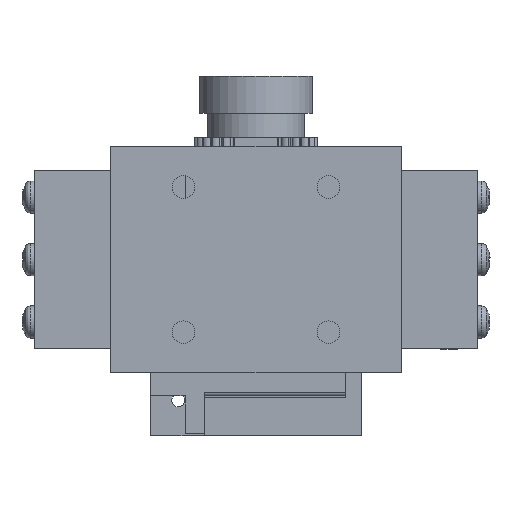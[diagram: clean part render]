
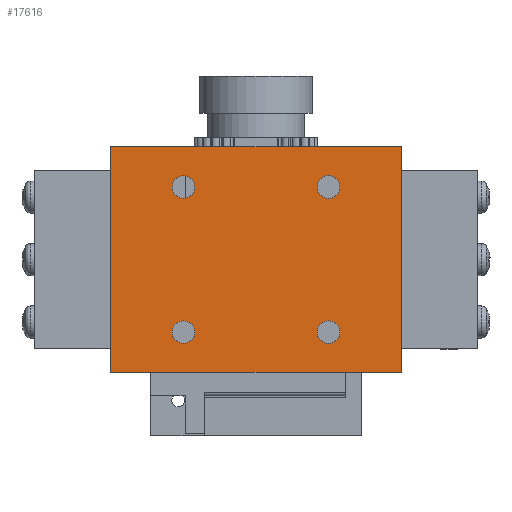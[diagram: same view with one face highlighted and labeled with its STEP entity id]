
A CAD part, front view. The second image highlights one B-rep face of the part: STEP entity #17616.
In plain terms, the highlighted planar face has unit normal (0, -1, 0).
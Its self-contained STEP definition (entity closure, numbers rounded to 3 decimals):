
#289=FACE_BOUND('',#3799,.T.);
#290=FACE_BOUND('',#3800,.T.);
#291=FACE_BOUND('',#3801,.T.);
#292=FACE_BOUND('',#3802,.T.);
#508=PLANE('',#19052);
#1088=CIRCLE('',#19053,1.4);
#1089=CIRCLE('',#19054,1.4);
#1090=CIRCLE('',#19055,1.4);
#1091=CIRCLE('',#19056,1.4);
#2774=FACE_OUTER_BOUND('',#3798,.T.);
#3798=EDGE_LOOP('',(#12949,#12950,#12951,#12952));
#3799=EDGE_LOOP('',(#12953));
#3800=EDGE_LOOP('',(#12954));
#3801=EDGE_LOOP('',(#12955));
#3802=EDGE_LOOP('',(#12956));
#5011=LINE('',#28497,#6071);
#5012=LINE('',#28499,#6072);
#5013=LINE('',#28501,#6073);
#5014=LINE('',#28502,#6074);
#6071=VECTOR('',#22087,10.);
#6072=VECTOR('',#22088,10.);
#6073=VECTOR('',#22089,10.);
#6074=VECTOR('',#22090,10.);
#7577=VERTEX_POINT('',#28495);
#7578=VERTEX_POINT('',#28496);
#7579=VERTEX_POINT('',#28498);
#7580=VERTEX_POINT('',#28500);
#7581=VERTEX_POINT('',#28503);
#7582=VERTEX_POINT('',#28505);
#7583=VERTEX_POINT('',#28507);
#7584=VERTEX_POINT('',#28509);
#9596=EDGE_CURVE('',#7577,#7578,#5011,.T.);
#9597=EDGE_CURVE('',#7578,#7579,#5012,.T.);
#9598=EDGE_CURVE('',#7579,#7580,#5013,.T.);
#9599=EDGE_CURVE('',#7580,#7577,#5014,.T.);
#9600=EDGE_CURVE('',#7581,#7581,#1088,.T.);
#9601=EDGE_CURVE('',#7582,#7582,#1089,.T.);
#9602=EDGE_CURVE('',#7583,#7583,#1090,.T.);
#9603=EDGE_CURVE('',#7584,#7584,#1091,.T.);
#12949=ORIENTED_EDGE('',*,*,#9596,.T.);
#12950=ORIENTED_EDGE('',*,*,#9597,.T.);
#12951=ORIENTED_EDGE('',*,*,#9598,.T.);
#12952=ORIENTED_EDGE('',*,*,#9599,.T.);
#12953=ORIENTED_EDGE('',*,*,#9600,.T.);
#12954=ORIENTED_EDGE('',*,*,#9601,.T.);
#12955=ORIENTED_EDGE('',*,*,#9602,.T.);
#12956=ORIENTED_EDGE('',*,*,#9603,.T.);
#17616=ADVANCED_FACE('',(#2774,#289,#290,#291,#292),#508,.T.);
#19052=AXIS2_PLACEMENT_3D('',#28494,#22085,#22086);
#19053=AXIS2_PLACEMENT_3D('',#28504,#22091,#22092);
#19054=AXIS2_PLACEMENT_3D('',#28506,#22093,#22094);
#19055=AXIS2_PLACEMENT_3D('',#28508,#22095,#22096);
#19056=AXIS2_PLACEMENT_3D('',#28510,#22097,#22098);
#22085=DIRECTION('center_axis',(0.,-1.,0.));
#22086=DIRECTION('ref_axis',(1.,0.,0.));
#22087=DIRECTION('',(0.,0.,1.));
#22088=DIRECTION('',(-1.,0.,0.));
#22089=DIRECTION('',(0.,0.,-1.));
#22090=DIRECTION('',(1.,0.,0.));
#22091=DIRECTION('center_axis',(0.,1.,0.));
#22092=DIRECTION('ref_axis',(1.,0.,0.));
#22093=DIRECTION('center_axis',(0.,1.,0.));
#22094=DIRECTION('ref_axis',(1.,0.,0.));
#22095=DIRECTION('center_axis',(0.,1.,0.));
#22096=DIRECTION('ref_axis',(1.,0.,0.));
#22097=DIRECTION('center_axis',(0.,1.,0.));
#22098=DIRECTION('ref_axis',(1.,0.,0.));
#28494=CARTESIAN_POINT('Origin',(0.,-2.,0.));
#28495=CARTESIAN_POINT('',(18.,-2.,-14.));
#28496=CARTESIAN_POINT('',(18.,-2.,14.));
#28497=CARTESIAN_POINT('',(18.,-2.,-14.));
#28498=CARTESIAN_POINT('',(-18.,-2.,14.));
#28499=CARTESIAN_POINT('',(18.,-2.,14.));
#28500=CARTESIAN_POINT('',(-18.,-2.,-14.));
#28501=CARTESIAN_POINT('',(-18.,-2.,-14.));
#28502=CARTESIAN_POINT('',(-18.,-2.,-14.));
#28503=CARTESIAN_POINT('',(-9.,-2.,-10.4));
#28504=CARTESIAN_POINT('Origin',(-9.,-2.,-9.));
#28505=CARTESIAN_POINT('',(-9.,-2.,7.6));
#28506=CARTESIAN_POINT('Origin',(-9.,-2.,9.));
#28507=CARTESIAN_POINT('',(9.,-2.,-10.4));
#28508=CARTESIAN_POINT('Origin',(9.,-2.,-9.));
#28509=CARTESIAN_POINT('',(9.,-2.,7.6));
#28510=CARTESIAN_POINT('Origin',(9.,-2.,9.));
